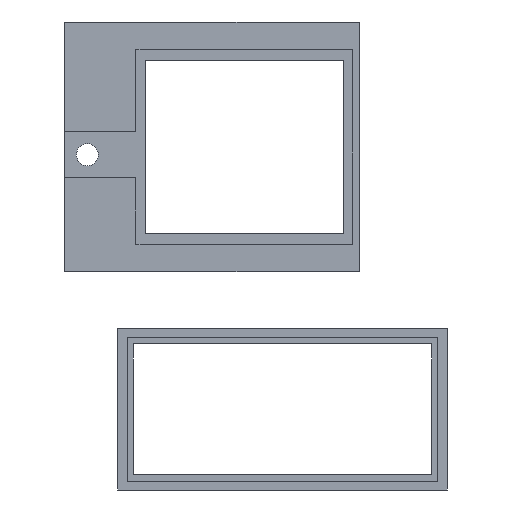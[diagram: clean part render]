
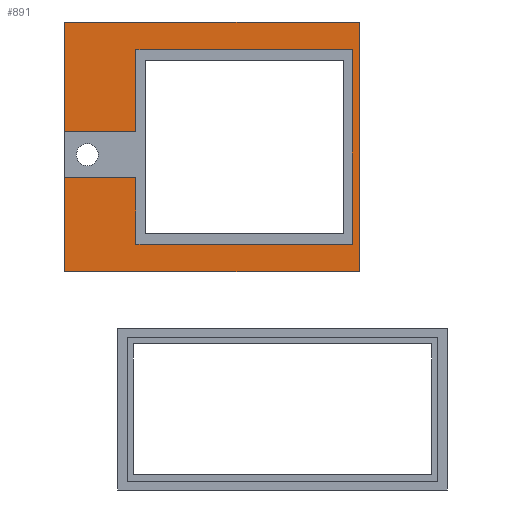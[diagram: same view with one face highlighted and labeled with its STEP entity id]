
A CAD part, front view. The second image highlights one B-rep face of the part: STEP entity #891.
In plain terms, the highlighted planar face has unit normal (0, -1, 0).
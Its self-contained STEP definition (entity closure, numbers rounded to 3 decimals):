
#622=AXIS2_PLACEMENT_3D('Plane Axis2P3D',#619,#620,#621) ;
#619=CARTESIAN_POINT('Axis2P3D Location',(0.,172.,66.7)) ;
#664=CARTESIAN_POINT('Vertex',(-49.5,172.,16.5)) ;
#669=CARTESIAN_POINT('Line Origine',(-65.75,172.,16.5)) ;
#673=CARTESIAN_POINT('Vertex',(-82.,172.,16.5)) ;
#711=CARTESIAN_POINT('Vertex',(-82.,172.,-4.5)) ;
#716=CARTESIAN_POINT('Line Origine',(-65.75,172.,-4.5)) ;
#720=CARTESIAN_POINT('Vertex',(-49.5,172.,-4.5)) ;
#758=CARTESIAN_POINT('Vertex',(-49.5,172.,-34.95)) ;
#763=CARTESIAN_POINT('Line Origine',(0.,172.,-34.95)) ;
#767=CARTESIAN_POINT('Vertex',(49.5,172.,-34.95)) ;
#801=CARTESIAN_POINT('Line Origine',(-49.5,172.,-19.725)) ;
#825=CARTESIAN_POINT('Line Origine',(-82.,172.,-26.05)) ;
#829=CARTESIAN_POINT('Vertex',(-82.,172.,-47.6)) ;
#832=CARTESIAN_POINT('Line Origine',(-14.75,172.,-47.6)) ;
#836=CARTESIAN_POINT('Vertex',(52.5,172.,-47.6)) ;
#839=CARTESIAN_POINT('Line Origine',(52.5,172.,9.55)) ;
#843=CARTESIAN_POINT('Vertex',(52.5,172.,66.7)) ;
#846=CARTESIAN_POINT('Line Origine',(-14.75,172.,66.7)) ;
#850=CARTESIAN_POINT('Vertex',(-82.,172.,66.7)) ;
#853=CARTESIAN_POINT('Line Origine',(-82.,172.,41.6)) ;
#858=CARTESIAN_POINT('Line Origine',(-49.5,172.,35.275)) ;
#862=CARTESIAN_POINT('Vertex',(-49.5,172.,54.05)) ;
#865=CARTESIAN_POINT('Line Origine',(0.,172.,54.05)) ;
#869=CARTESIAN_POINT('Vertex',(49.5,172.,54.05)) ;
#872=CARTESIAN_POINT('Line Origine',(49.5,172.,9.55)) ;
#620=DIRECTION('Axis2P3D Direction',(0.,-1.,0.)) ;
#621=DIRECTION('Axis2P3D XDirection',(0.,0.,-1.)) ;
#670=DIRECTION('Vector Direction',(1.,0.,0.)) ;
#717=DIRECTION('Vector Direction',(-1.,0.,0.)) ;
#764=DIRECTION('Vector Direction',(1.,0.,0.)) ;
#802=DIRECTION('Vector Direction',(0.,0.,-1.)) ;
#826=DIRECTION('Vector Direction',(0.,0.,1.)) ;
#833=DIRECTION('Vector Direction',(1.,0.,0.)) ;
#840=DIRECTION('Vector Direction',(0.,0.,1.)) ;
#847=DIRECTION('Vector Direction',(1.,0.,0.)) ;
#854=DIRECTION('Vector Direction',(0.,0.,1.)) ;
#859=DIRECTION('Vector Direction',(0.,0.,-1.)) ;
#866=DIRECTION('Vector Direction',(1.,0.,0.)) ;
#873=DIRECTION('Vector Direction',(0.,0.,-1.)) ;
#671=VECTOR('Line Direction',#670,1.) ;
#718=VECTOR('Line Direction',#717,1.) ;
#765=VECTOR('Line Direction',#764,1.) ;
#803=VECTOR('Line Direction',#802,1.) ;
#827=VECTOR('Line Direction',#826,1.) ;
#834=VECTOR('Line Direction',#833,1.) ;
#841=VECTOR('Line Direction',#840,1.) ;
#848=VECTOR('Line Direction',#847,1.) ;
#855=VECTOR('Line Direction',#854,1.) ;
#860=VECTOR('Line Direction',#859,1.) ;
#867=VECTOR('Line Direction',#866,1.) ;
#874=VECTOR('Line Direction',#873,1.) ;
#878=ORIENTED_EDGE('',*,*,#831,.F.) ;
#879=ORIENTED_EDGE('',*,*,#838,.T.) ;
#880=ORIENTED_EDGE('',*,*,#845,.F.) ;
#881=ORIENTED_EDGE('',*,*,#852,.F.) ;
#882=ORIENTED_EDGE('',*,*,#857,.F.) ;
#883=ORIENTED_EDGE('',*,*,#675,.F.) ;
#884=ORIENTED_EDGE('',*,*,#864,.F.) ;
#885=ORIENTED_EDGE('',*,*,#871,.T.) ;
#886=ORIENTED_EDGE('',*,*,#876,.T.) ;
#887=ORIENTED_EDGE('',*,*,#769,.F.) ;
#888=ORIENTED_EDGE('',*,*,#805,.F.) ;
#889=ORIENTED_EDGE('',*,*,#722,.F.) ;
#891=ADVANCED_FACE('Mostrina',(#890),#623,.T.) ;
#675=EDGE_CURVE('',#665,#674,#672,.F.) ;
#722=EDGE_CURVE('',#712,#721,#719,.F.) ;
#769=EDGE_CURVE('',#759,#768,#766,.T.) ;
#805=EDGE_CURVE('',#721,#759,#804,.T.) ;
#831=EDGE_CURVE('',#830,#712,#828,.T.) ;
#838=EDGE_CURVE('',#830,#837,#835,.T.) ;
#845=EDGE_CURVE('',#844,#837,#842,.F.) ;
#852=EDGE_CURVE('',#851,#844,#849,.T.) ;
#857=EDGE_CURVE('',#674,#851,#856,.T.) ;
#864=EDGE_CURVE('',#863,#665,#861,.T.) ;
#871=EDGE_CURVE('',#863,#870,#868,.T.) ;
#876=EDGE_CURVE('',#870,#768,#875,.T.) ;
#877=EDGE_LOOP('',(#878,#879,#880,#881,#882,#883,#884,#885,#886,#887,#888,#889)) ;
#890=FACE_OUTER_BOUND('',#877,.T.) ;
#672=LINE('Line',#669,#671) ;
#719=LINE('Line',#716,#718) ;
#766=LINE('Line',#763,#765) ;
#804=LINE('Line',#801,#803) ;
#828=LINE('Line',#825,#827) ;
#835=LINE('Line',#832,#834) ;
#842=LINE('Line',#839,#841) ;
#849=LINE('Line',#846,#848) ;
#856=LINE('Line',#853,#855) ;
#861=LINE('Line',#858,#860) ;
#868=LINE('Line',#865,#867) ;
#875=LINE('Line',#872,#874) ;
#623=PLANE('',#622) ;
#665=VERTEX_POINT('',#664) ;
#674=VERTEX_POINT('',#673) ;
#712=VERTEX_POINT('',#711) ;
#721=VERTEX_POINT('',#720) ;
#759=VERTEX_POINT('',#758) ;
#768=VERTEX_POINT('',#767) ;
#830=VERTEX_POINT('',#829) ;
#837=VERTEX_POINT('',#836) ;
#844=VERTEX_POINT('',#843) ;
#851=VERTEX_POINT('',#850) ;
#863=VERTEX_POINT('',#862) ;
#870=VERTEX_POINT('',#869) ;
